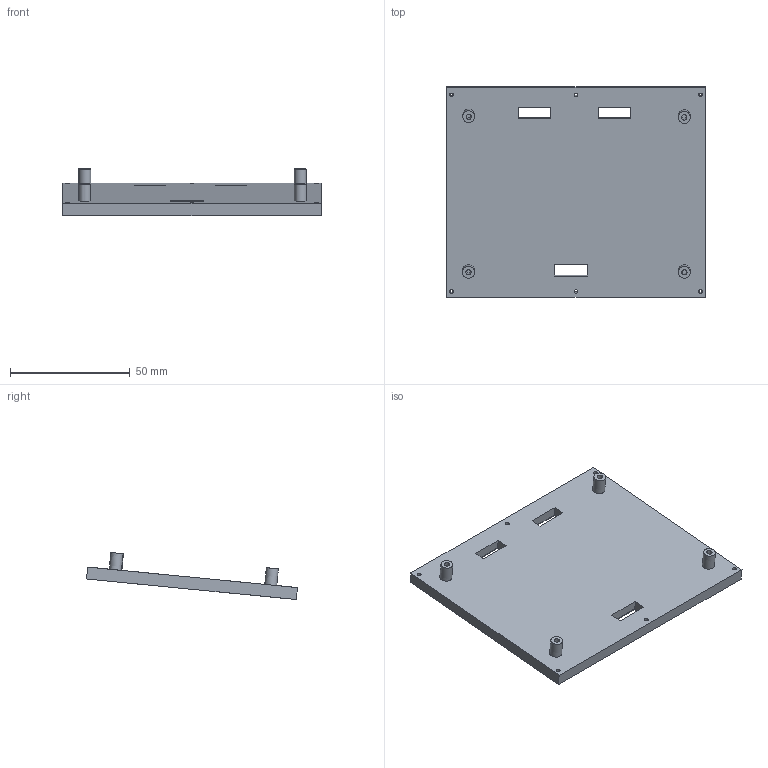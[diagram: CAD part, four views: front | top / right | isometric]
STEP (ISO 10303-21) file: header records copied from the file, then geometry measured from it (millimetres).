
FILE_DESCRIPTION(/* description */ (''),/* implementation_level */ '2;1');
FILE_NAME(/* name */ 'Misc-up-down.step',/* time_stamp */ '2025-12-01T21:09:05+01:00',/* author */ (''),/* organization */ (''),/* preprocessor_version */ 'ST-DEVELOPER v20.1',/* originating_system */ 'Autodesk Translation Framework v14.17.0.0',/* authorisation */ '');
FILE_SCHEMA (('AUTOMOTIVE_DESIGN { 1 0 10303 214 3 1 1 }'));
Length unit declared in the file: millimetre
Products named in the file (3): PreSonus StudioLive_16.0.2; misc-front-module (1); misc-front-module-down
Assembly tree (2 placements, depth 3):
  PreSonus StudioLive_16.0.2
    misc-front-module (1)
      misc-front-module-down
Bounding box: 108 x 88.07 x 19.64 mm (x, y, z)
Volume: 46909.7 mm3; surface area: 21837.6 mm2
Topology: 1 solids, 1 shells, 52 faces, 114 edges, 72 vertices
Faces by surface type: cylinder 26, plane 26
Full cylindrical faces by diameter (mm): 1.5 x6, 2.192 x1, 2.199 x1, 2.209 x1, 2.215 x1, 5 x4
Entity records: 1538 total; most frequent: DIRECTION 268, CARTESIAN_POINT 243, ORIENTED_EDGE 228, EDGE_CURVE 114, AXIS2_PLACEMENT_3D 97, EDGE_LOOP 78, LINE 74, VECTOR 74
